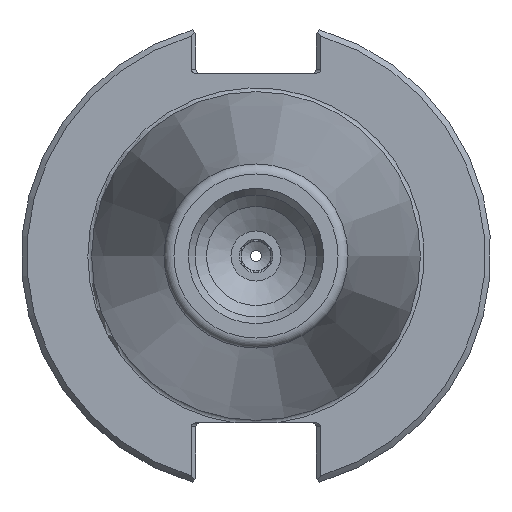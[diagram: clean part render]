
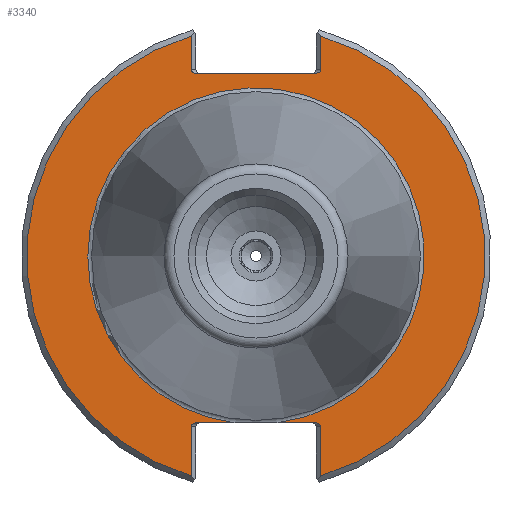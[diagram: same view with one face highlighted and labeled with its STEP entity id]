
A CAD part, left-side view. The second image highlights one B-rep face of the part: STEP entity #3340.
In plain terms, the highlighted planar face has unit normal (-1, 0, 0).
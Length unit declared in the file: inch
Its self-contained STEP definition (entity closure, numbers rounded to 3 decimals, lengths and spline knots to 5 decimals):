
#2398=CARTESIAN_POINT('',(0.125,0.345,0.992));
#2399=VERTEX_POINT('',#2398);
#2406=CARTESIAN_POINT('',(0.125,0.31672,0.972));
#2407=VERTEX_POINT('',#2406);
#2408=CARTESIAN_POINT('',(0.125,0.31672,0.992));
#2409=DIRECTION('',(-1.0,0.0,0.0));
#2410=DIRECTION('',(0.0,1.0,0.0));
#2411=AXIS2_PLACEMENT_3D('',#2408,#2409,#2410);
#2412=ELLIPSE('',#2411,0.02828,0.02);
#2413=EDGE_CURVE('',#2399,#2407,#2412,.T.);
#2498=CARTESIAN_POINT('',(0.125,0.345,1.1702));
#2499=VERTEX_POINT('',#2498);
#2506=CARTESIAN_POINT('',(0.125,0.345,1.1702));
#2507=DIRECTION('',(0.0,0.0,-1.0));
#2508=VECTOR('',#2507,0.1782);
#2509=LINE('',#2506,#2508);
#2510=EDGE_CURVE('',#2499,#2399,#2509,.T.);
#2610=CARTESIAN_POINT('',(0.125,-0.31672,0.972));
#2611=VERTEX_POINT('',#2610);
#2618=CARTESIAN_POINT('',(0.125,-0.345,0.992));
#2619=VERTEX_POINT('',#2618);
#2620=CARTESIAN_POINT('',(0.125,-0.31672,0.992));
#2621=DIRECTION('',(-1.0,0.0,0.0));
#2622=DIRECTION('',(0.0,-1.0,0.0));
#2623=AXIS2_PLACEMENT_3D('',#2620,#2621,#2622);
#2624=ELLIPSE('',#2623,0.02828,0.02);
#2625=EDGE_CURVE('',#2611,#2619,#2624,.T.);
#2675=CARTESIAN_POINT('',(0.125,-0.345,1.1702));
#2676=VERTEX_POINT('',#2675);
#2677=CARTESIAN_POINT('',(0.125,-0.345,0.992));
#2678=DIRECTION('',(0.0,0.0,1.0));
#2679=VECTOR('',#2678,0.1782);
#2680=LINE('',#2677,#2679);
#2681=EDGE_CURVE('',#2619,#2676,#2680,.T.);
#2699=CARTESIAN_POINT('',(0.125,-0.345,-0.908));
#2700=VERTEX_POINT('',#2699);
#2701=CARTESIAN_POINT('',(0.125,-0.31672,-0.888));
#2702=VERTEX_POINT('',#2701);
#2703=CARTESIAN_POINT('',(0.125,-0.31672,-0.908));
#2704=DIRECTION('',(-1.0,0.0,0.0));
#2705=DIRECTION('',(0.0,-1.0,0.0));
#2706=AXIS2_PLACEMENT_3D('',#2703,#2704,#2705);
#2707=ELLIPSE('',#2706,0.02828,0.02);
#2708=EDGE_CURVE('',#2700,#2702,#2707,.T.);
#2806=CARTESIAN_POINT('',(0.125,-0.345,-1.1702));
#2807=VERTEX_POINT('',#2806);
#2814=CARTESIAN_POINT('',(0.125,-0.345,-1.1702));
#2815=DIRECTION('',(0.0,0.0,1.0));
#2816=VECTOR('',#2815,0.2622);
#2817=LINE('',#2814,#2816);
#2818=EDGE_CURVE('',#2807,#2700,#2817,.T.);
#2918=CARTESIAN_POINT('',(0.125,0.31672,-0.888));
#2919=VERTEX_POINT('',#2918);
#2926=CARTESIAN_POINT('',(0.125,0.345,-0.908));
#2927=VERTEX_POINT('',#2926);
#2928=CARTESIAN_POINT('',(0.125,0.31672,-0.908));
#2929=DIRECTION('',(-1.0,0.0,0.0));
#2930=DIRECTION('',(0.0,1.0,0.0));
#2931=AXIS2_PLACEMENT_3D('',#2928,#2929,#2930);
#2932=ELLIPSE('',#2931,0.02828,0.02);
#2933=EDGE_CURVE('',#2919,#2927,#2932,.T.);
#2983=CARTESIAN_POINT('',(0.125,0.345,-1.1702));
#2984=VERTEX_POINT('',#2983);
#2985=CARTESIAN_POINT('',(0.125,0.345,-0.908));
#2986=DIRECTION('',(0.0,0.0,-1.0));
#2987=VECTOR('',#2986,0.2622);
#2988=LINE('',#2985,#2987);
#2989=EDGE_CURVE('',#2927,#2984,#2988,.T.);
#3056=CARTESIAN_POINT('',(0.125,0.31672,0.972));
#3057=DIRECTION('',(0.0,-1.0,0.0));
#3058=VECTOR('',#3057,0.63343);
#3059=LINE('',#3056,#3058);
#3060=EDGE_CURVE('',#2407,#2611,#3059,.T.);
#3258=CARTESIAN_POINT('',(0.125,-0.11172,-0.888));
#3259=VERTEX_POINT('',#3258);
#3260=CARTESIAN_POINT('',(0.125,0.11172,-0.888));
#3261=VERTEX_POINT('',#3260);
#3276=CARTESIAN_POINT('',(0.125,0.,0.0));
#3277=DIRECTION('',(-1.0,0.0,0.0));
#3278=DIRECTION('',(0.0,-1.0,0.0));
#3279=AXIS2_PLACEMENT_3D('',#3276,#3277,#3278);
#3280=CIRCLE('',#3279,0.895);
#3281=EDGE_CURVE('',#3259,#3261,#3280,.T.);
#3297=CARTESIAN_POINT('',(0.125,1.0625,0.0));
#3298=DIRECTION('',(-1.0,0.0,0.0));
#3299=DIRECTION('',(0.0,0.0,1.0));
#3300=AXIS2_PLACEMENT_3D('',#3297,#3298,#3299);
#3301=PLANE('',#3300);
#3302=ORIENTED_EDGE('',*,*,#3281,.F.);
#3303=CARTESIAN_POINT('',(0.125,-0.31672,-0.888));
#3304=DIRECTION('',(0.0,1.0,0.0));
#3305=VECTOR('',#3304,0.205);
#3306=LINE('',#3303,#3305);
#3307=EDGE_CURVE('',#2702,#3259,#3306,.T.);
#3308=ORIENTED_EDGE('',*,*,#3307,.F.);
#3309=ORIENTED_EDGE('',*,*,#2708,.F.);
#3310=ORIENTED_EDGE('',*,*,#2818,.F.);
#3311=CARTESIAN_POINT('',(0.125,0.,0.0));
#3312=DIRECTION('',(1.0,0.0,0.0));
#3313=DIRECTION('',(0.0,-1.0,0.0));
#3314=AXIS2_PLACEMENT_3D('',#3311,#3312,#3313);
#3315=CIRCLE('',#3314,1.22);
#3316=EDGE_CURVE('',#2676,#2807,#3315,.T.);
#3317=ORIENTED_EDGE('',*,*,#3316,.F.);
#3318=ORIENTED_EDGE('',*,*,#2681,.F.);
#3319=ORIENTED_EDGE('',*,*,#2625,.F.);
#3320=ORIENTED_EDGE('',*,*,#3060,.F.);
#3321=ORIENTED_EDGE('',*,*,#2413,.F.);
#3322=ORIENTED_EDGE('',*,*,#2510,.F.);
#3323=CARTESIAN_POINT('',(0.125,0.,0.0));
#3324=DIRECTION('',(1.0,0.0,0.0));
#3325=DIRECTION('',(0.0,1.0,0.0));
#3326=AXIS2_PLACEMENT_3D('',#3323,#3324,#3325);
#3327=CIRCLE('',#3326,1.22);
#3328=EDGE_CURVE('',#2984,#2499,#3327,.T.);
#3329=ORIENTED_EDGE('',*,*,#3328,.F.);
#3330=ORIENTED_EDGE('',*,*,#2989,.F.);
#3331=ORIENTED_EDGE('',*,*,#2933,.F.);
#3332=CARTESIAN_POINT('',(0.125,0.11172,-0.888));
#3333=DIRECTION('',(0.0,1.0,0.0));
#3334=VECTOR('',#3333,0.205);
#3335=LINE('',#3332,#3334);
#3336=EDGE_CURVE('',#3261,#2919,#3335,.T.);
#3337=ORIENTED_EDGE('',*,*,#3336,.F.);
#3338=EDGE_LOOP('',(#3302,#3308,#3309,#3310,#3317,#3318,#3319,#3320,#3321,#3322,#3329,#3330,#3331,#3337));
#3339=FACE_OUTER_BOUND('',#3338,.T.);
#3340=ADVANCED_FACE('',(#3339),#3301,.T.);
